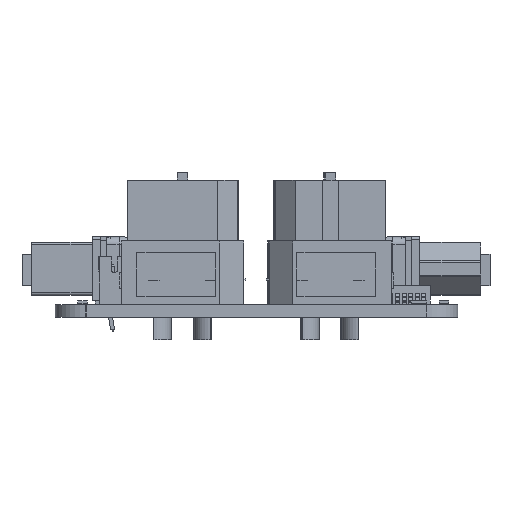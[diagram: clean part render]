
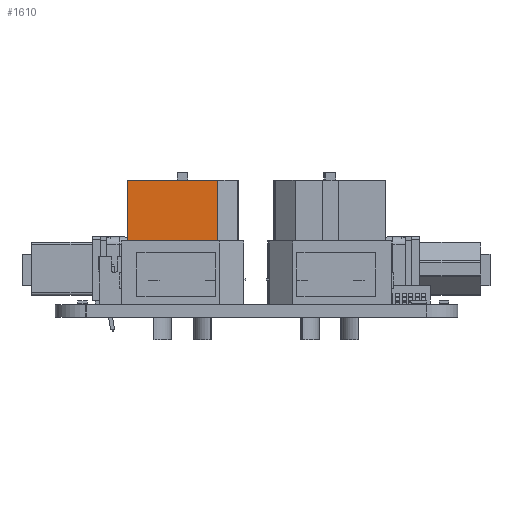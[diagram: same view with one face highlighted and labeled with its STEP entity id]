
A CAD part, left-side view. The second image highlights one B-rep face of the part: STEP entity #1610.
In plain terms, the highlighted face is planar.
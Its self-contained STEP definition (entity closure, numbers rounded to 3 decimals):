
#1446 = VERTEX_POINT('',#1447);
#1447 = CARTESIAN_POINT('',(10.6,3.3,15.7));
#1453 = EDGE_CURVE('',#1446,#1454,#1456,.T.);
#1454 = VERTEX_POINT('',#1455);
#1455 = CARTESIAN_POINT('',(-0.878,3.3,15.7));
#1456 = LINE('',#1457,#1458);
#1457 = CARTESIAN_POINT('',(10.6,3.3,15.7));
#1458 = VECTOR('',#1459,1.);
#1459 = DIRECTION('',(-1.,0.,0.));
#1591 = VERTEX_POINT('',#1592);
#1592 = CARTESIAN_POINT('',(-0.878,3.3,8.));
#1600 = EDGE_CURVE('',#1591,#1454,#1601,.T.);
#1601 = LINE('',#1602,#1603);
#1602 = CARTESIAN_POINT('',(-0.878,3.3,8.));
#1603 = VECTOR('',#1604,1.);
#1604 = DIRECTION('',(0.,0.,1.));
#1610 = ADVANCED_FACE('',(#1611),#1629,.T.);
#1611 = FACE_BOUND('',#1612,.T.);
#1612 = EDGE_LOOP('',(#1613,#1621,#1622,#1623));
#1613 = ORIENTED_EDGE('',*,*,#1614,.F.);
#1614 = EDGE_CURVE('',#1591,#1615,#1617,.T.);
#1615 = VERTEX_POINT('',#1616);
#1616 = CARTESIAN_POINT('',(10.6,3.3,8.));
#1617 = LINE('',#1618,#1619);
#1618 = CARTESIAN_POINT('',(7.1,3.3,8.));
#1619 = VECTOR('',#1620,1.);
#1620 = DIRECTION('',(1.,0.,0.));
#1621 = ORIENTED_EDGE('',*,*,#1600,.T.);
#1622 = ORIENTED_EDGE('',*,*,#1453,.F.);
#1623 = ORIENTED_EDGE('',*,*,#1624,.F.);
#1624 = EDGE_CURVE('',#1615,#1446,#1625,.T.);
#1625 = LINE('',#1626,#1627);
#1626 = CARTESIAN_POINT('',(10.6,3.3,8.));
#1627 = VECTOR('',#1628,1.);
#1628 = DIRECTION('',(0.,0.,1.));
#1629 = PLANE('',#1630);
#1630 = AXIS2_PLACEMENT_3D('',#1631,#1632,#1633);
#1631 = CARTESIAN_POINT('',(10.6,3.3,8.));
#1632 = DIRECTION('',(0.,1.,0.));
#1633 = DIRECTION('',(-1.,0.,0.));
